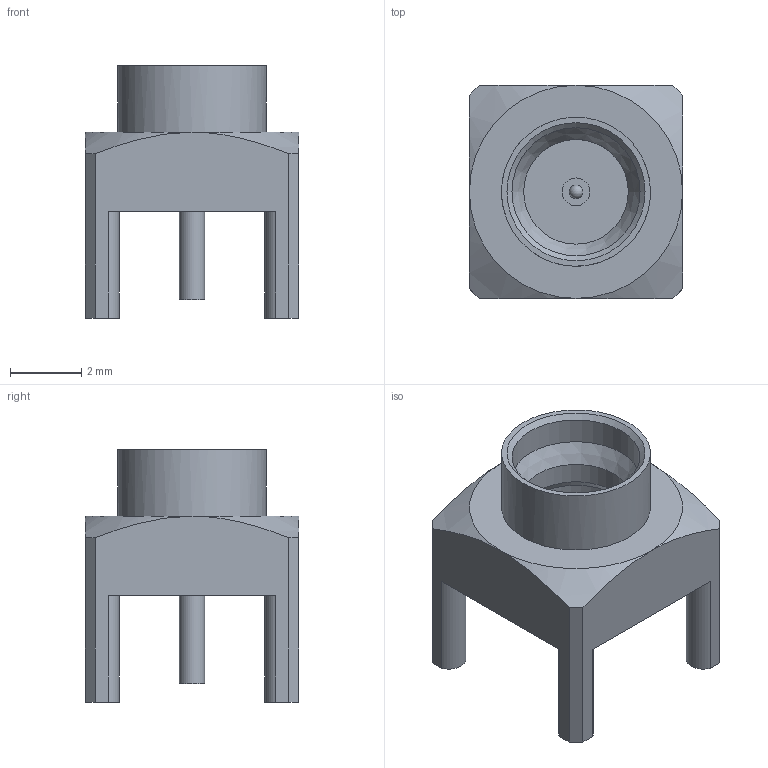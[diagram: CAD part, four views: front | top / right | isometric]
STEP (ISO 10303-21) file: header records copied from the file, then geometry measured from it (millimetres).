
FILE_DESCRIPTION (( 'STEP AP203' ), '1' );
FILE_NAME ('PE44849.step', '2020-03-03T21:35:26', ( '' ), ( '' ), 'SwSTEP 2.0', 'SolidWorks 2018', '' );
FILE_SCHEMA (( 'CONFIG_CONTROL_DESIGN' ));
Length unit declared in the file: inch
Products named in the file (1): PE44849
Bounding box: 6 x 6 x 7.1 mm (x, y, z)
Volume: 88.5 mm3; surface area: 217.9 mm2
Topology: 1 solids, 1 shells, 41 faces, 92 edges, 58 vertices
Faces by surface type: plane 20, cylinder 13, cone 7, sphere 1
Full cylindrical faces by diameter (mm): 0.381 x1, 0.711 x1, 0.786 x1, 0.965 x1, 2.946 x1, 3.175 x1, 3.607 x1, 4.191 x1, 4.5 x1
Entity records: 1200 total; most frequent: CARTESIAN_POINT 280, DIRECTION 176, ORIENTED_EDGE 150, EDGE_CURVE 75, AXIS2_PLACEMENT_3D 72, EDGE_LOOP 60, VERTEX_POINT 55, FACE_OUTER_BOUND 50
